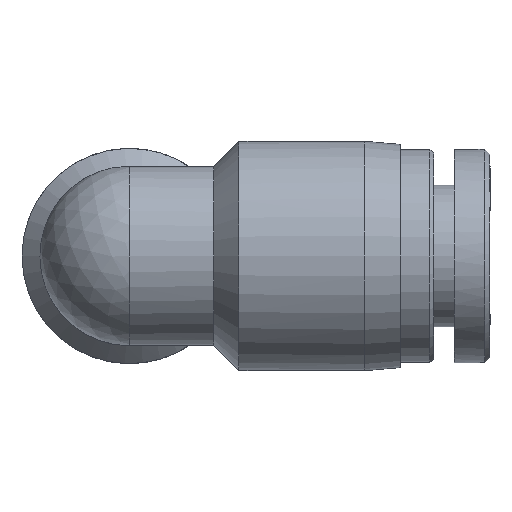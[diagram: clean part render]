
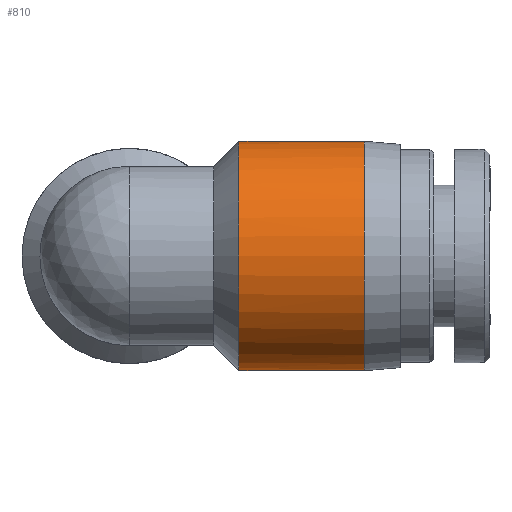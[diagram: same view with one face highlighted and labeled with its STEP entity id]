
A CAD part, left-side view. The second image highlights one B-rep face of the part: STEP entity #810.
In plain terms, the highlighted cylindrical face has radius 6.4 mm (diameter 12.8 mm), a full revolution.
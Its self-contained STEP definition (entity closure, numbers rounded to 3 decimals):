
#353=CARTESIAN_POINT('',(6.1,-6.38,-0.5));
#354=VERTEX_POINT('',#353);
#368=CARTESIAN_POINT('',(8.,-6.38,-0.5));
#369=VERTEX_POINT('',#368);
#370=CARTESIAN_POINT('',(8.,-6.38,-0.5));
#371=DIRECTION('',(-1.0,0.0,0.0));
#372=VECTOR('',#371,1.9);
#373=LINE('',#370,#372);
#374=EDGE_CURVE('',#369,#354,#373,.T.);
#439=CARTESIAN_POINT('',(8.,-6.38,0.5));
#440=VERTEX_POINT('',#439);
#441=CARTESIAN_POINT('',(8.,-6.4,0.0));
#442=VERTEX_POINT('',#441);
#443=CARTESIAN_POINT('',(8.,0.,0.0));
#444=DIRECTION('',(1.0,0.0,0.0));
#445=DIRECTION('',(0.0,1.0,0.0));
#446=AXIS2_PLACEMENT_3D('',#443,#444,#445);
#447=CIRCLE('',#446,6.4);
#448=EDGE_CURVE('',#440,#442,#447,.T.);
#472=CARTESIAN_POINT('',(8.,0.,0.0));
#473=DIRECTION('',(1.0,0.0,0.0));
#474=DIRECTION('',(0.0,1.0,0.0));
#475=AXIS2_PLACEMENT_3D('',#472,#473,#474);
#476=CIRCLE('',#475,6.4);
#477=EDGE_CURVE('',#442,#369,#476,.T.);
#546=CARTESIAN_POINT('',(6.1,-6.38,0.5));
#547=VERTEX_POINT('',#546);
#548=CARTESIAN_POINT('',(6.1,-6.38,0.5));
#549=DIRECTION('',(1.0,0.0,0.0));
#550=VECTOR('',#549,1.9);
#551=LINE('',#548,#550);
#552=EDGE_CURVE('',#547,#440,#551,.T.);
#747=CARTESIAN_POINT('',(6.1,0.,0.0));
#748=DIRECTION('',(1.0,0.0,0.0));
#749=DIRECTION('',(0.0,1.0,0.0));
#750=AXIS2_PLACEMENT_3D('',#747,#748,#749);
#751=CIRCLE('',#750,6.4);
#752=EDGE_CURVE('',#354,#547,#751,.T.);
#787=CARTESIAN_POINT('',(9.6,0.,0.0));
#788=DIRECTION('',(1.0,0.,0.0));
#789=DIRECTION('',(0.0,1.0,0.0));
#790=AXIS2_PLACEMENT_3D('',#787,#788,#789);
#791=CYLINDRICAL_SURFACE('',#790,6.4);
#792=ORIENTED_EDGE('',*,*,#374,.T.);
#793=ORIENTED_EDGE('',*,*,#752,.T.);
#794=ORIENTED_EDGE('',*,*,#552,.T.);
#795=ORIENTED_EDGE('',*,*,#448,.T.);
#796=ORIENTED_EDGE('',*,*,#477,.T.);
#797=EDGE_LOOP('',(#792,#793,#794,#795,#796));
#798=FACE_OUTER_BOUND('',#797,.T.);
#799=CARTESIAN_POINT('',(13.1,6.4,0.0));
#800=VERTEX_POINT('',#799);
#801=CARTESIAN_POINT('',(13.1,0.,0.0));
#802=DIRECTION('',(1.0,0.0,0.0));
#803=DIRECTION('',(0.0,1.0,0.0));
#804=AXIS2_PLACEMENT_3D('',#801,#802,#803);
#805=CIRCLE('',#804,6.4);
#806=EDGE_CURVE('',#800,#800,#805,.T.);
#807=ORIENTED_EDGE('',*,*,#806,.F.);
#808=EDGE_LOOP('',(#807));
#809=FACE_BOUND('',#808,.T.);
#810=ADVANCED_FACE('',(#798,#809),#791,.T.);
